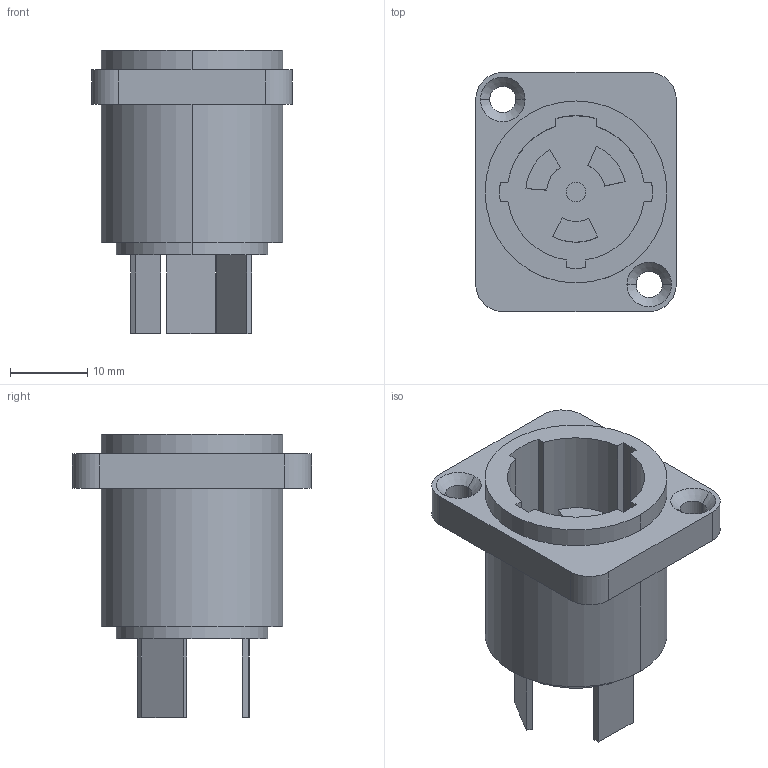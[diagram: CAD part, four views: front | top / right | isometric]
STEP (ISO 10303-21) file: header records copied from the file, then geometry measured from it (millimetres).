
FILE_DESCRIPTION((''),'2;1');
FILE_NAME('D-NAC3MPX-WOT-TOP','2018-09-28T',('noe'),(''),'CREO PARAMETRIC BY PTC INC, 2017020','CREO PARAMETRIC BY PTC INC, 2017020','');
FILE_SCHEMA(('CONFIG_CONTROL_DESIGN'));
Length unit declared in the file: millimetre
Products named in the file (1): D-NAC3MPX-WOT-TOP
Bounding box: 26 x 31 x 36.7 mm (x, y, z)
Volume: 8339.9 mm3; surface area: 6008.1 mm2
Topology: 1 solids, 1 shells, 77 faces, 188 edges, 124 vertices
Faces by surface type: plane 43, cylinder 30, cone 4
Entity records: 2320 total; most frequent: DIRECTION 406, CARTESIAN_POINT 389, ORIENTED_EDGE 376, EDGE_CURVE 188, AXIS2_PLACEMENT_3D 141, VECTOR 124, LINE 124, VERTEX_POINT 124
